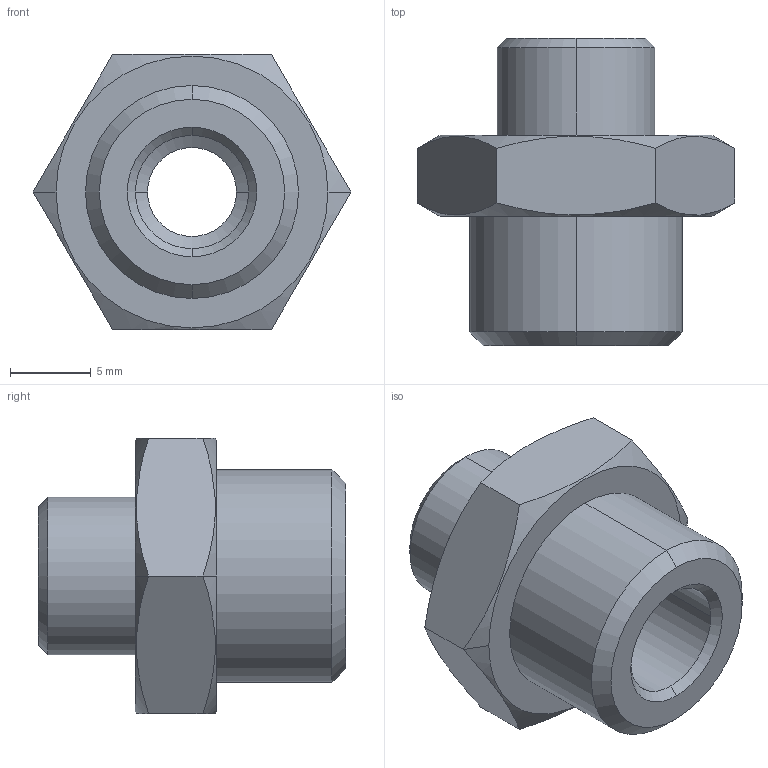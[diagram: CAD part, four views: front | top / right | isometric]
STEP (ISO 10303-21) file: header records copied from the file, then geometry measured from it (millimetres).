
FILE_DESCRIPTION(('STEP AP214'),'1');
FILE_NAME('0901_10_13.stp','2016-07-07T14:24:06',('TraceParts'),('TraceParts S.A.'),'Spatial InterOp 3D',' ',' ');
FILE_SCHEMA(('automotive_design'));
Length unit declared in the file: millimetre
Products named in the file (1): Solide1
Bounding box: 19.63 x 19 x 17 mm (x, y, z)
Volume: 2154.7 mm3; surface area: 1562.1 mm2
Topology: 1 solids, 1 shells, 30 faces, 67 edges, 41 vertices
Faces by surface type: cone 12, plane 10, cylinder 8
Entity records: 1088 total; most frequent: CARTESIAN_POINT 163, DIRECTION 146, ORIENTED_EDGE 134, EDGE_CURVE 67, AXIS2_PLACEMENT_3D 60, VERTEX_POINT 41, EDGE_LOOP 34, STYLED_ITEM 31
